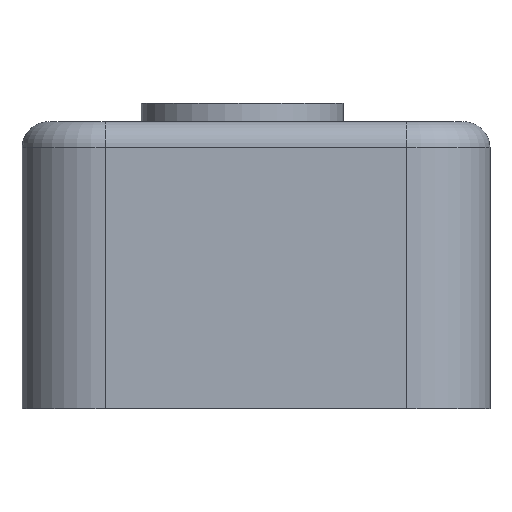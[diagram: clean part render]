
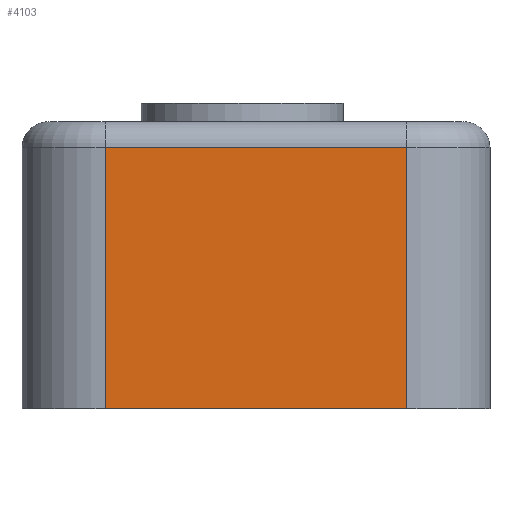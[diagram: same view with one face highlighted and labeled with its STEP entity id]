
A CAD part, left-side view. The second image highlights one B-rep face of the part: STEP entity #4103.
In plain terms, the highlighted planar face has unit normal (-1, 0, 0).
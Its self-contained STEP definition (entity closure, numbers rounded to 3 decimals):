
#495=FACE_OUTER_BOUND('',#728,.T.);
#728=EDGE_LOOP('',(#2821,#2822,#2823,#2824));
#990=LINE('',#5759,#1336);
#1000=LINE('',#5809,#1346);
#1001=LINE('',#5813,#1347);
#1002=LINE('',#5814,#1348);
#1336=VECTOR('',#4723,10.);
#1346=VECTOR('',#4785,10.);
#1347=VECTOR('',#4790,10.);
#1348=VECTOR('',#4791,10.);
#1687=VERTEX_POINT('',#5756);
#1688=VERTEX_POINT('',#5758);
#1702=VERTEX_POINT('',#5808);
#1703=VERTEX_POINT('',#5812);
#2119=EDGE_CURVE('',#1687,#1688,#990,.T.);
#2145=EDGE_CURVE('',#1702,#1688,#1000,.T.);
#2147=EDGE_CURVE('',#1703,#1687,#1001,.T.);
#2148=EDGE_CURVE('',#1703,#1702,#1002,.F.);
#2821=ORIENTED_EDGE('',*,*,#2119,.F.);
#2822=ORIENTED_EDGE('',*,*,#2147,.F.);
#2823=ORIENTED_EDGE('',*,*,#2148,.T.);
#2824=ORIENTED_EDGE('',*,*,#2145,.T.);
#3997=PLANE('',#4378);
#4103=ADVANCED_FACE('',(#495),#3997,.T.);
#4378=AXIS2_PLACEMENT_3D('',#5811,#4788,#4789);
#4723=DIRECTION('',(0.,-1.,0.));
#4785=DIRECTION('',(0.,0.,1.));
#4788=DIRECTION('center_axis',(-1.,0.,0.));
#4789=DIRECTION('ref_axis',(0.,-1.,0.));
#4790=DIRECTION('',(0.,0.,1.));
#4791=DIRECTION('',(0.,1.,0.));
#5756=CARTESIAN_POINT('',(-1.65,27.9,20.06));
#5758=CARTESIAN_POINT('',(-1.65,4.75,20.06));
#5759=CARTESIAN_POINT('',(-1.65,22.113,20.06));
#5808=CARTESIAN_POINT('',(-1.65,4.75,0.));
#5809=CARTESIAN_POINT('',(-1.65,4.75,0.));
#5811=CARTESIAN_POINT('Origin',(-1.65,27.9,0.));
#5812=CARTESIAN_POINT('',(-1.65,27.9,0.));
#5813=CARTESIAN_POINT('',(-1.65,27.9,0.));
#5814=CARTESIAN_POINT('',(-1.65,22.113,0.));
